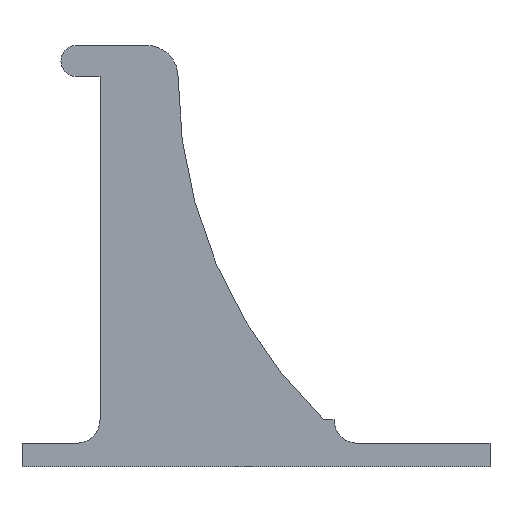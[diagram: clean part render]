
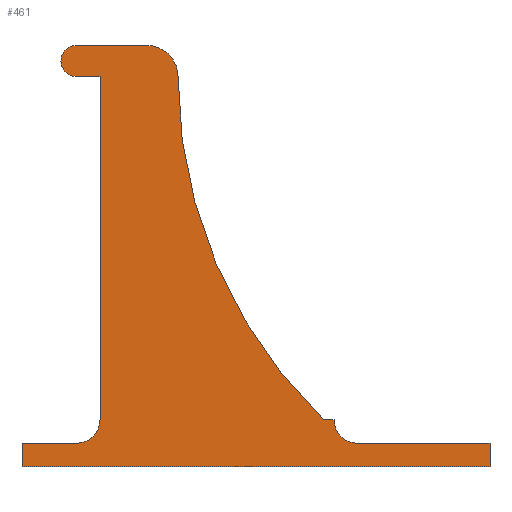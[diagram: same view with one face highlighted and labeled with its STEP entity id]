
A CAD part, left-side view. The second image highlights one B-rep face of the part: STEP entity #461.
In plain terms, the highlighted planar face has unit normal (-1, 0, 0).
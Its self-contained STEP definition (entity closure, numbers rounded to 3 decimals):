
#22 = VERTEX_POINT('',#23);
#23 = CARTESIAN_POINT('',(-2.,-15.,0.));
#40 = VERTEX_POINT('',#41);
#41 = CARTESIAN_POINT('',(-2.,-15.,-1.5));
#47 = EDGE_CURVE('',#22,#40,#48,.T.);
#48 = LINE('',#49,#50);
#49 = CARTESIAN_POINT('',(-2.,-15.,0.));
#50 = VECTOR('',#51,1.);
#51 = DIRECTION('',(0.,0.,-1.));
#71 = VERTEX_POINT('',#72);
#72 = CARTESIAN_POINT('',(-2.,15.,-1.5));
#78 = EDGE_CURVE('',#40,#71,#79,.T.);
#79 = LINE('',#80,#81);
#80 = CARTESIAN_POINT('',(-2.,-15.,-1.5));
#81 = VECTOR('',#82,1.);
#82 = DIRECTION('',(0.,1.,0.));
#102 = VERTEX_POINT('',#103);
#103 = CARTESIAN_POINT('',(-2.,15.,0.));
#109 = EDGE_CURVE('',#71,#102,#110,.T.);
#110 = LINE('',#111,#112);
#111 = CARTESIAN_POINT('',(-2.,15.,-1.5));
#112 = VECTOR('',#113,1.);
#113 = DIRECTION('',(0.,0.,1.));
#133 = VERTEX_POINT('',#134);
#134 = CARTESIAN_POINT('',(-2.,11.5,0.));
#140 = EDGE_CURVE('',#102,#133,#141,.T.);
#141 = LINE('',#142,#143);
#142 = CARTESIAN_POINT('',(-2.,15.,0.));
#143 = VECTOR('',#144,1.);
#144 = DIRECTION('',(0.,-1.,0.));
#155 = VERTEX_POINT('',#156);
#156 = CARTESIAN_POINT('',(-2.,10.,1.5));
#172 = EDGE_CURVE('',#155,#133,#173,.T.);
#173 = CIRCLE('',#174,1.5);
#174 = AXIS2_PLACEMENT_3D('',#175,#176,#177);
#175 = CARTESIAN_POINT('',(-2.,11.5,1.5));
#176 = DIRECTION('',(1.,0.,0.));
#177 = DIRECTION('',(0.,1.,0.));
#197 = VERTEX_POINT('',#198);
#198 = CARTESIAN_POINT('',(-2.,10.,23.5));
#204 = EDGE_CURVE('',#155,#197,#205,.T.);
#205 = LINE('',#206,#207);
#206 = CARTESIAN_POINT('',(-2.,10.,1.5));
#207 = VECTOR('',#208,1.);
#208 = DIRECTION('',(0.,0.,1.));
#228 = VERTEX_POINT('',#229);
#229 = CARTESIAN_POINT('',(-2.,11.5,23.5));
#235 = EDGE_CURVE('',#197,#228,#236,.T.);
#236 = LINE('',#237,#238);
#237 = CARTESIAN_POINT('',(-2.,10.,23.5));
#238 = VECTOR('',#239,1.);
#239 = DIRECTION('',(0.,1.,0.));
#260 = VERTEX_POINT('',#261);
#261 = CARTESIAN_POINT('',(-2.,11.5,25.5));
#267 = EDGE_CURVE('',#228,#260,#268,.T.);
#268 = CIRCLE('',#269,1.);
#269 = AXIS2_PLACEMENT_3D('',#270,#271,#272);
#270 = CARTESIAN_POINT('',(-2.,11.5,24.5));
#271 = DIRECTION('',(1.,0.,0.));
#272 = DIRECTION('',(0.,1.,0.));
#292 = VERTEX_POINT('',#293);
#293 = CARTESIAN_POINT('',(-2.,7.,25.5));
#299 = EDGE_CURVE('',#260,#292,#300,.T.);
#300 = LINE('',#301,#302);
#301 = CARTESIAN_POINT('',(-2.,11.5,25.5));
#302 = VECTOR('',#303,1.);
#303 = DIRECTION('',(0.,-1.,0.));
#324 = VERTEX_POINT('',#325);
#325 = CARTESIAN_POINT('',(-2.,5.,23.5));
#331 = EDGE_CURVE('',#292,#324,#332,.T.);
#332 = CIRCLE('',#333,2.);
#333 = AXIS2_PLACEMENT_3D('',#334,#335,#336);
#334 = CARTESIAN_POINT('',(-2.,7.,23.5));
#335 = DIRECTION('',(1.,0.,0.));
#336 = DIRECTION('',(0.,1.,0.));
#347 = VERTEX_POINT('',#348);
#348 = CARTESIAN_POINT('',(-2.,-4.34,1.5));
#364 = EDGE_CURVE('',#347,#324,#365,.T.);
#365 = CIRCLE('',#366,30.579);
#366 = AXIS2_PLACEMENT_3D('',#367,#368,#369);
#367 = CARTESIAN_POINT('',(-2.,-25.579,23.5));
#368 = DIRECTION('',(1.,0.,0.));
#369 = DIRECTION('',(0.,1.,0.));
#380 = VERTEX_POINT('',#381);
#381 = CARTESIAN_POINT('',(-2.,-5.,1.5));
#396 = EDGE_CURVE('',#380,#347,#397,.T.);
#397 = LINE('',#398,#399);
#398 = CARTESIAN_POINT('',(-2.,-5.,1.5));
#399 = VECTOR('',#400,1.);
#400 = DIRECTION('',(0.,1.,0.));
#411 = VERTEX_POINT('',#412);
#412 = CARTESIAN_POINT('',(-2.,-6.5,0.));
#428 = EDGE_CURVE('',#411,#380,#429,.T.);
#429 = CIRCLE('',#430,1.5);
#430 = AXIS2_PLACEMENT_3D('',#431,#432,#433);
#431 = CARTESIAN_POINT('',(-2.,-6.5,1.5));
#432 = DIRECTION('',(1.,0.,0.));
#433 = DIRECTION('',(0.,1.,0.));
#451 = EDGE_CURVE('',#22,#411,#452,.T.);
#452 = LINE('',#453,#454);
#453 = CARTESIAN_POINT('',(-2.,-15.,0.));
#454 = VECTOR('',#455,1.);
#455 = DIRECTION('',(0.,1.,0.));
#461 = ADVANCED_FACE('',(#462),#478,.F.);
#462 = FACE_BOUND('',#463,.F.);
#463 = EDGE_LOOP('',(#464,#465,#466,#467,#468,#469,#470,#471,#472,#473,
    #474,#475,#476,#477));
#464 = ORIENTED_EDGE('',*,*,#47,.T.);
#465 = ORIENTED_EDGE('',*,*,#78,.T.);
#466 = ORIENTED_EDGE('',*,*,#109,.T.);
#467 = ORIENTED_EDGE('',*,*,#140,.T.);
#468 = ORIENTED_EDGE('',*,*,#172,.F.);
#469 = ORIENTED_EDGE('',*,*,#204,.T.);
#470 = ORIENTED_EDGE('',*,*,#235,.T.);
#471 = ORIENTED_EDGE('',*,*,#267,.T.);
#472 = ORIENTED_EDGE('',*,*,#299,.T.);
#473 = ORIENTED_EDGE('',*,*,#331,.T.);
#474 = ORIENTED_EDGE('',*,*,#364,.F.);
#475 = ORIENTED_EDGE('',*,*,#396,.F.);
#476 = ORIENTED_EDGE('',*,*,#428,.F.);
#477 = ORIENTED_EDGE('',*,*,#451,.F.);
#478 = PLANE('',#479);
#479 = AXIS2_PLACEMENT_3D('',#480,#481,#482);
#480 = CARTESIAN_POINT('',(-2.,3.085,7.566));
#481 = DIRECTION('',(1.,0.,0.));
#482 = DIRECTION('',(0.,0.,1.));
